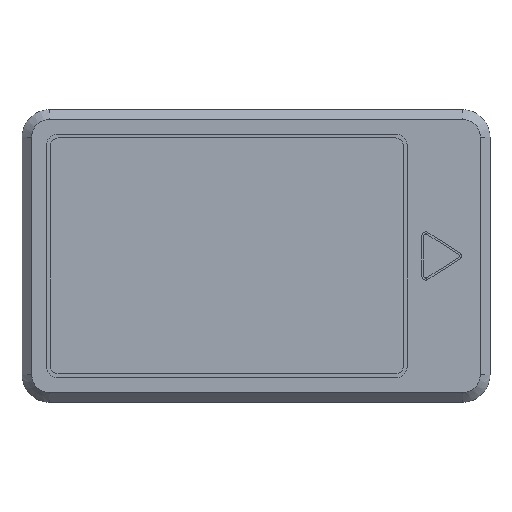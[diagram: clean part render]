
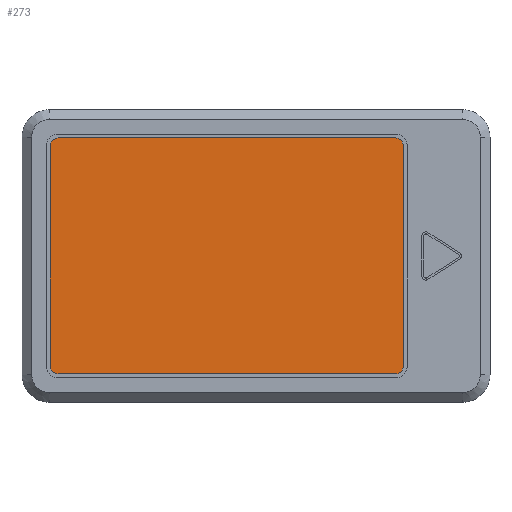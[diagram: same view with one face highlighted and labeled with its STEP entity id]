
A CAD part, top view. The second image highlights one B-rep face of the part: STEP entity #273.
In plain terms, the highlighted planar face has unit normal (0, 0, 1).
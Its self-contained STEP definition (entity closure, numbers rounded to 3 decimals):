
#105=CIRCLE('',#1612,2.);
#107=CIRCLE('',#1616,2.);
#109=CIRCLE('',#1620,2.);
#115=CIRCLE('',#1636,2.);
#189=FACE_OUTER_BOUND('',#438,.T.);
#273=ADVANCED_FACE('',(#189),#330,.T.);
#330=PLANE('',#1640);
#438=EDGE_LOOP('',(#824,#825,#826,#827,#828,#829,#830,#831));
#824=ORIENTED_EDGE('',*,*,#1154,.F.);
#825=ORIENTED_EDGE('',*,*,#1158,.F.);
#826=ORIENTED_EDGE('',*,*,#1161,.F.);
#827=ORIENTED_EDGE('',*,*,#1164,.F.);
#828=ORIENTED_EDGE('',*,*,#1167,.F.);
#829=ORIENTED_EDGE('',*,*,#1170,.F.);
#830=ORIENTED_EDGE('',*,*,#1173,.F.);
#831=ORIENTED_EDGE('',*,*,#1192,.F.);
#968=VERTEX_POINT('',#2408);
#969=VERTEX_POINT('',#2409);
#972=VERTEX_POINT('',#2417);
#974=VERTEX_POINT('',#2423);
#976=VERTEX_POINT('',#2429);
#978=VERTEX_POINT('',#2435);
#980=VERTEX_POINT('',#2441);
#982=VERTEX_POINT('',#2447);
#1154=EDGE_CURVE('',#968,#969,#1321,.T.);
#1158=EDGE_CURVE('',#972,#968,#105,.T.);
#1161=EDGE_CURVE('',#974,#972,#1326,.T.);
#1164=EDGE_CURVE('',#976,#974,#107,.T.);
#1167=EDGE_CURVE('',#978,#976,#1330,.T.);
#1170=EDGE_CURVE('',#980,#978,#109,.T.);
#1173=EDGE_CURVE('',#982,#980,#1334,.T.);
#1192=EDGE_CURVE('',#969,#982,#115,.T.);
#1321=LINE('',#2407,#1473);
#1326=LINE('',#2422,#1478);
#1330=LINE('',#2434,#1482);
#1334=LINE('',#2446,#1486);
#1473=VECTOR('',#1968,1.);
#1478=VECTOR('',#1981,1.);
#1482=VECTOR('',#1993,1.);
#1486=VECTOR('',#2005,1.);
#1612=AXIS2_PLACEMENT_3D('',#2416,#1974,#1975);
#1616=AXIS2_PLACEMENT_3D('',#2428,#1986,#1987);
#1620=AXIS2_PLACEMENT_3D('',#2440,#1998,#1999);
#1636=AXIS2_PLACEMENT_3D('',#2484,#2046,#2047);
#1640=AXIS2_PLACEMENT_3D('',#2488,#2054,#2055);
#1968=DIRECTION('',(0.,1.,0.));
#1974=DIRECTION('',(0.,0.,-1.));
#1975=DIRECTION('',(0.,1.,0.));
#1981=DIRECTION('',(-1.,0.,0.));
#1986=DIRECTION('',(0.,0.,-1.));
#1987=DIRECTION('',(0.,1.,0.));
#1993=DIRECTION('',(0.,-1.,0.));
#1998=DIRECTION('',(0.,0.,-1.));
#1999=DIRECTION('',(0.,1.,0.));
#2005=DIRECTION('',(1.,0.,0.));
#2046=DIRECTION('',(0.,0.,-1.));
#2047=DIRECTION('',(0.,1.,0.));
#2054=DIRECTION('',(0.,0.,1.));
#2055=DIRECTION('',(1.,0.,0.));
#2407=CARTESIAN_POINT('',(-52.75,-28.25,14.5));
#2408=CARTESIAN_POINT('',(-52.75,-28.25,14.5));
#2409=CARTESIAN_POINT('',(-52.75,28.25,14.5));
#2416=CARTESIAN_POINT('',(-50.75,-28.25,14.5));
#2417=CARTESIAN_POINT('',(-50.75,-30.25,14.5));
#2422=CARTESIAN_POINT('',(35.75,-30.25,14.5));
#2423=CARTESIAN_POINT('',(35.75,-30.25,14.5));
#2428=CARTESIAN_POINT('',(35.75,-28.25,14.5));
#2429=CARTESIAN_POINT('',(37.75,-28.25,14.5));
#2434=CARTESIAN_POINT('',(37.75,28.25,14.5));
#2435=CARTESIAN_POINT('',(37.75,28.25,14.5));
#2440=CARTESIAN_POINT('',(35.75,28.25,14.5));
#2441=CARTESIAN_POINT('',(35.75,30.25,14.5));
#2446=CARTESIAN_POINT('',(-50.75,30.25,14.5));
#2447=CARTESIAN_POINT('',(-50.75,30.25,14.5));
#2484=CARTESIAN_POINT('',(-50.75,28.25,14.5));
#2488=CARTESIAN_POINT('',(0.,0.,14.5));
